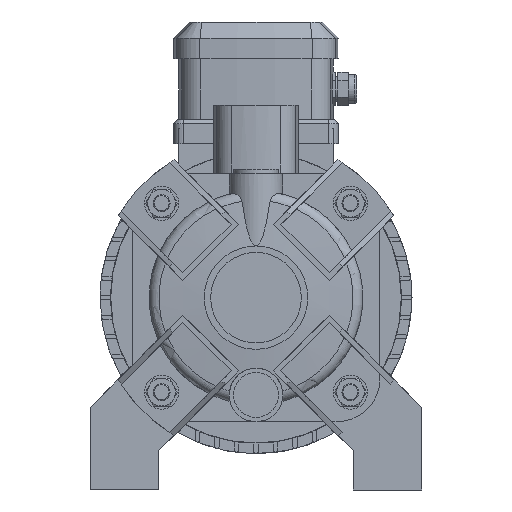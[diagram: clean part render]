
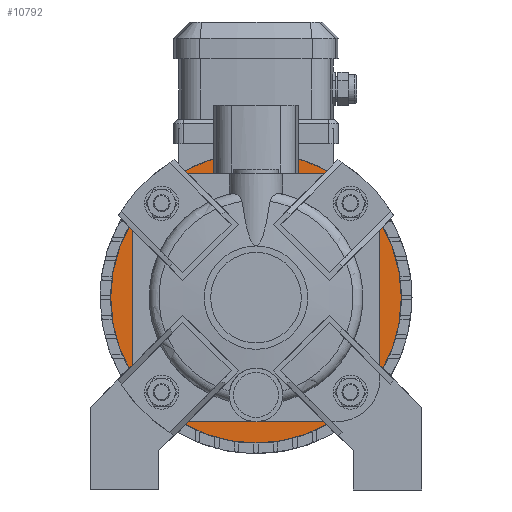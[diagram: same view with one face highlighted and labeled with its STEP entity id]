
A CAD part, left-side view. The second image highlights one B-rep face of the part: STEP entity #10792.
In plain terms, the highlighted planar face has unit normal (-1, 0, 0).
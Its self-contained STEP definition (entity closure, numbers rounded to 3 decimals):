
#2325=PLANE('',#11895);
#2503=FACE_BOUND('',#3747,.T.);
#3015=FACE_OUTER_BOUND('',#3746,.T.);
#3746=EDGE_LOOP('',(#9426));
#3747=EDGE_LOOP('',(#9427));
#4363=CIRCLE('',#11704,68.);
#4402=CIRCLE('',#11894,51.1);
#5233=VERTEX_POINT('',#18510);
#5307=VERTEX_POINT('',#18921);
#6548=EDGE_CURVE('',#5233,#5233,#4363,.T.);
#6734=EDGE_CURVE('',#5307,#5307,#4402,.T.);
#9426=ORIENTED_EDGE('',*,*,#6548,.F.);
#9427=ORIENTED_EDGE('',*,*,#6734,.T.);
#10792=ADVANCED_FACE('',(#3015,#2503),#2325,.T.);
#11704=AXIS2_PLACEMENT_3D('',#18511,#13985,#13986);
#11894=AXIS2_PLACEMENT_3D('',#18922,#14512,#14513);
#11895=AXIS2_PLACEMENT_3D('',#18923,#14514,#14515);
#13985=DIRECTION('center_axis',(1.,0.,0.));
#13986=DIRECTION('ref_axis',(0.,1.,0.));
#14512=DIRECTION('center_axis',(1.,0.,0.));
#14513=DIRECTION('ref_axis',(0.,1.,0.));
#14514=DIRECTION('center_axis',(-1.,0.,0.));
#14515=DIRECTION('ref_axis',(0.,0.,1.));
#18510=CARTESIAN_POINT('',(48.5,68.,90.));
#18511=CARTESIAN_POINT('Origin',(48.5,0.,90.));
#18921=CARTESIAN_POINT('',(48.5,51.1,90.));
#18922=CARTESIAN_POINT('Origin',(48.5,0.,90.));
#18923=CARTESIAN_POINT('Origin',(48.5,59.55,90.));
